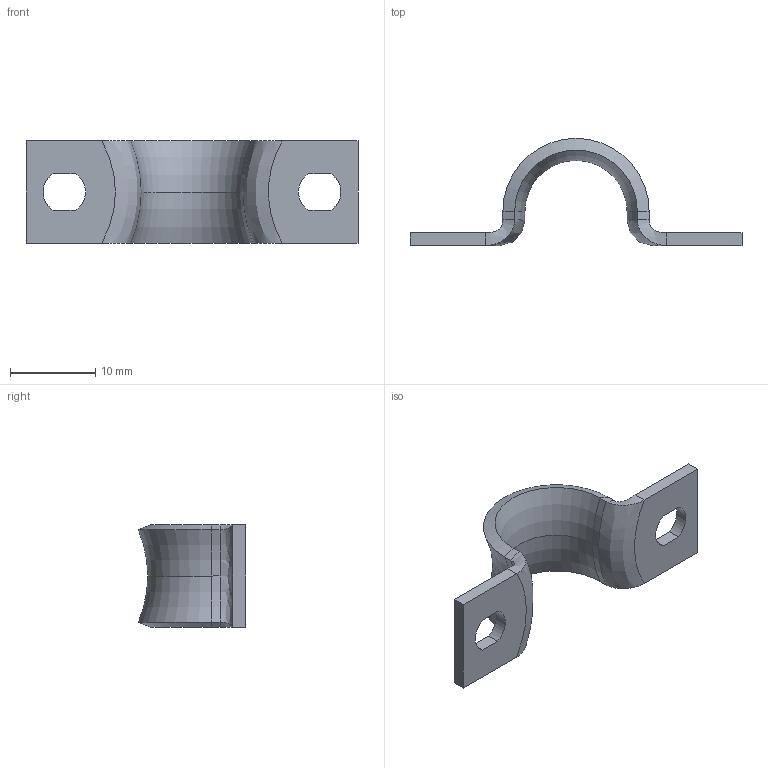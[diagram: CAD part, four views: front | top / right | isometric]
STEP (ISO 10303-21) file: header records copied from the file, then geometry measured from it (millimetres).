
FILE_DESCRIPTION (( 'STEP AP214' ), '1' );
FILE_NAME ('1044214.stp', '2021-02-04T14:19:37', ( '' ), ( '' ), 'SwSTEP 2.0', 'SolidWorks 2020', '' );
FILE_SCHEMA (( 'AUTOMOTIVE_DESIGN' ));
Length unit declared in the file: millimetre
Products named in the file (1): 1044214
Bounding box: 39 x 12.59 x 12 mm (x, y, z)
Volume: 858.1 mm3; surface area: 1389.2 mm2
Topology: 1 solids, 1 shells, 44 faces, 98 edges, 56 vertices
Faces by surface type: plane 18, cylinder 12, bspline 8, torus 4, cone 2
Entity records: 1489 total; most frequent: CARTESIAN_POINT 504, ORIENTED_EDGE 196, DIRECTION 192, EDGE_CURVE 98, AXIS2_PLACEMENT_3D 69, VERTEX_POINT 56, LINE 54, VECTOR 54
